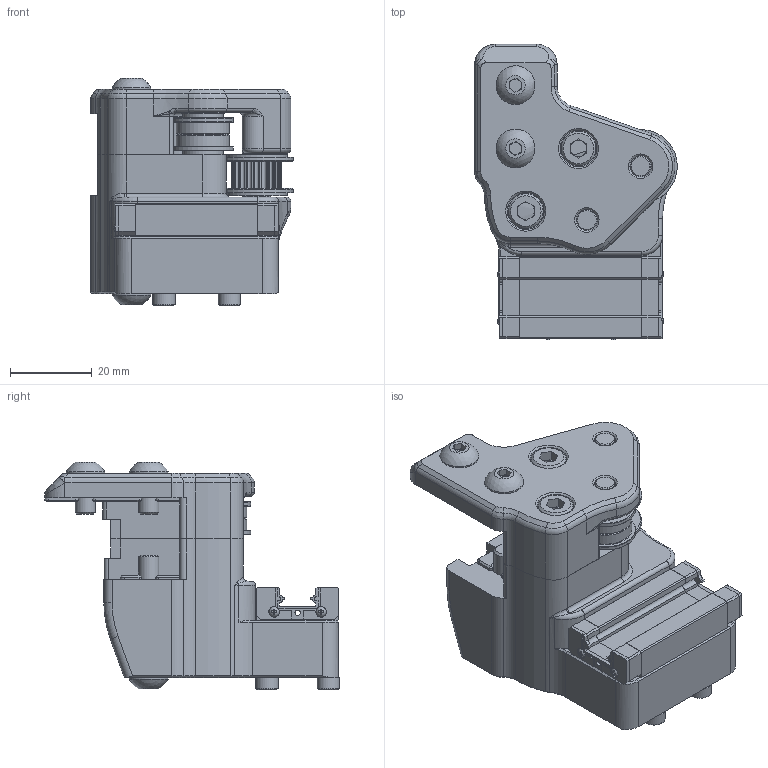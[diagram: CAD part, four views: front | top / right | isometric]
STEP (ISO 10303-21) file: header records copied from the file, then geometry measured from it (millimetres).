
FILE_DESCRIPTION(/* description */ (''),/* implementation_level */ '2;1');
FILE_NAME(/* name */ 'xy_joint_left_pinned.step',/* time_stamp */ '2021-02-16T23:57:13-08:00',/* author */ (''),/* organization */ (''),/* preprocessor_version */ 'ST-DEVELOPER v18.1',/* originating_system */ 'Autodesk Translation Framework v9.7.1.1290',/* authorisation */ '');
FILE_SCHEMA (('AUTOMOTIVE_DESIGN { 1 0 10303 214 3 1 1 }'));
Length unit declared in the file: millimetre
Products named in the file (23): XY Joint - Left; MGN9H (1) (1); MGN9H - Carriage (9); MGN9H - Carriage (1) (1); MGN9H - Carriage (2) (1); MGN9H - Carriage (3) (1); MGN9H - Carriage (4) (1); MGN9H - Carriage (5) (1); MGN9H - Carriage (6) (1); MGN9H - Carriage (7) (1); MGN9H - Carriage (8) (1); GT2 20T Idler Gates v2; M5x40 SHCS (2); M5x30 BHCS (1); Idler Assembly (1); M5 1mm Spacer (1); F695 ZZ (1); GT2 20T Idler v3 (2); M5 Hex Nut; M5x10 BHCS; M3x20 SHCS (2); 5x40 Pin; 5x40 Pin (1)
Assembly tree (30 placements, depth 3):
  XY Joint - Left
    MGN9H (1) (1)
      MGN9H - Carriage (9)
      MGN9H - Carriage (1) (1)
      MGN9H - Carriage (2) (1)
      MGN9H - Carriage (3) (1)
      MGN9H - Carriage (4) (1)
      MGN9H - Carriage (5) (1)
      MGN9H - Carriage (6) (1)
      MGN9H - Carriage (7) (1)
      MGN9H - Carriage (8) (1)
    GT2 20T Idler Gates v2
    M3x20 SHCS (2)  x4
    M5x40 SHCS (2)  x2
    M5x30 BHCS (1)
    Idler Assembly (1)
      M5 1mm Spacer (1)  x2
      F695 ZZ (1)  x2
    GT2 20T Idler v3 (2)
    M5 Hex Nut  x2
    M5x10 BHCS  x2
    5x40 Pin
    5x40 Pin (1)
Bounding box: 49.62 x 72.2 x 55.75 mm (x, y, z)
Volume: 73387.3 mm3; surface area: 35077.1 mm2
Topology: 34 solids, 34 shells, 1118 faces, 2731 edges, 1715 vertices
Faces by surface type: plane 548, cylinder 362, cone 145, torus 37, bspline 17, sphere 9
Full cylindrical faces by diameter (mm): 1.288 x5, 2.603 x4, 3 x10, 3.4 x4, 4.2 x2, 5 x13, 5.2 x4, 5.4 x9, 5.5 x4, 5.8 x4, 6.5 x4, 7 x2, 8 x2, 8.2 x4, 8.5 x2, 9 x10, 9.5 x3, 10 x2, 10.4 x1, 11.5 x4, 13 x2, 15 x4, 18 x2
Entity records: 30272 total; most frequent: CARTESIAN_POINT 5641, DIRECTION 5318, ORIENTED_EDGE 4792, EDGE_CURVE 2396, AXIS2_PLACEMENT_3D 1985, VERTEX_POINT 1520, LINE 1348, VECTOR 1348
